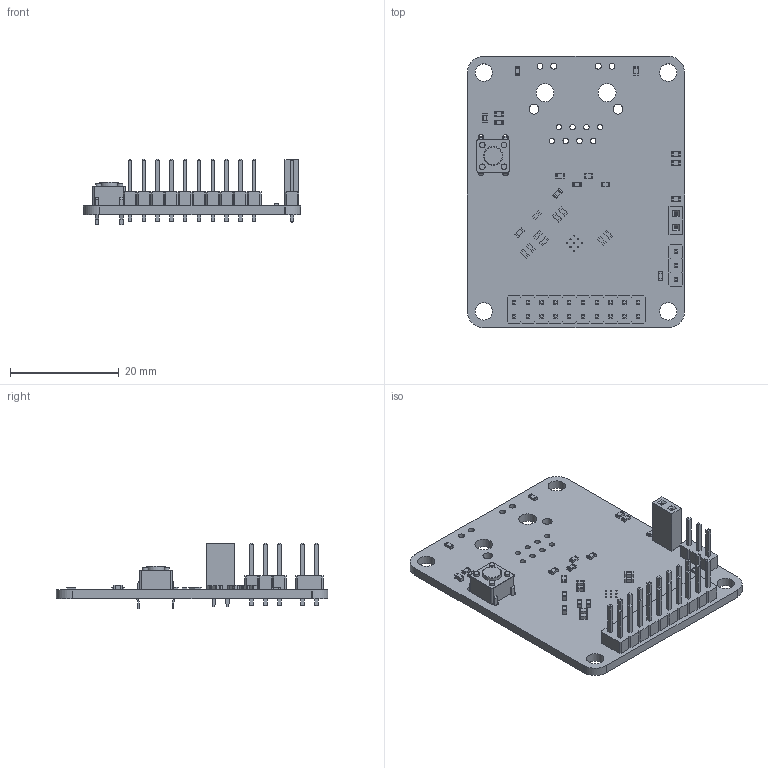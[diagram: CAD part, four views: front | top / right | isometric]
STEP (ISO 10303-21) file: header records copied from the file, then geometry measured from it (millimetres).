
FILE_DESCRIPTION(('KiCad electronic assembly'),'2;1');
FILE_NAME('LAN8742A-breakout.step','2025-10-08T16:06:29',('Pcbnew'),( 'Kicad'),'Open CASCADE STEP processor 7.6','KiCad to STEP converter' ,'Unknown');
FILE_SCHEMA(('AUTOMOTIVE_DESIGN { 1 0 10303 214 1 1 1 1 }'));
Length unit declared in the file: millimetre
Products named in the file (16): LAN8742A-breakout 1; R_0603_1608Metric; C_0603_1608Metric; PinSocket_1x02_P2.54mm_Vertical; SW_PUSH_6mm; PinHeader_2x10_P2.54mm_Vertical; PinHeader_2x10_P254mm_Vertical; PinHeader_1x03_P2.54mm_Vertical; PinHeader_1x03_P254mm_Vertical; L0603_L1.6-W0.8-H0.5_BEAD; kibot_wdj8pcyp_PCB
Assembly tree (36 placements, depth 3):
  LAN8742A-breakout 1
    R_0603_1608Metric  x12
      R_0603_1608Metric
    C_0603_1608Metric  x11
      C_0603_1608Metric
    PinSocket_1x02_P2.54mm_Vertical
      PinSocket_1x02_P2.54mm_Vertical
    SW_PUSH_6mm
      SW_PUSH_6mm
    PinHeader_2x10_P2.54mm_Vertical
      PinHeader_2x10_P254mm_Vertical
    PinHeader_1x03_P2.54mm_Vertical
      PinHeader_1x03_P254mm_Vertical
    L0603_L1.6-W0.8-H0.5_BEAD
      L0603_L1.6-W0.8-H0.5_BEAD
    kibot_wdj8pcyp_PCB
Bounding box: 40 x 50 x 12.04 mm (x, y, z)
Volume: 3815 mm3; surface area: 5997.6 mm2
Topology: 29 solids, 29 shells, 1699 faces, 4341 edges, 2795 vertices
Faces by surface type: plane 1219, cylinder 359, bspline 112, sphere 8, torus 1
Full cylindrical faces by diameter (mm): 0.2 x9, 1 x37, 1.1 x8, 1.8 x2, 3.2 x4, 3.3 x2, 3.5 x1
Entity records: 42478 total; most frequent: CARTESIAN_POINT 8234, ORIENTED_EDGE 5730, DIRECTION 5005, EDGE_CURVE 2865, LINE 2305, VECTOR 2305, VERTEX_POINT 1831, AXIS2_PLACEMENT_3D 1350
